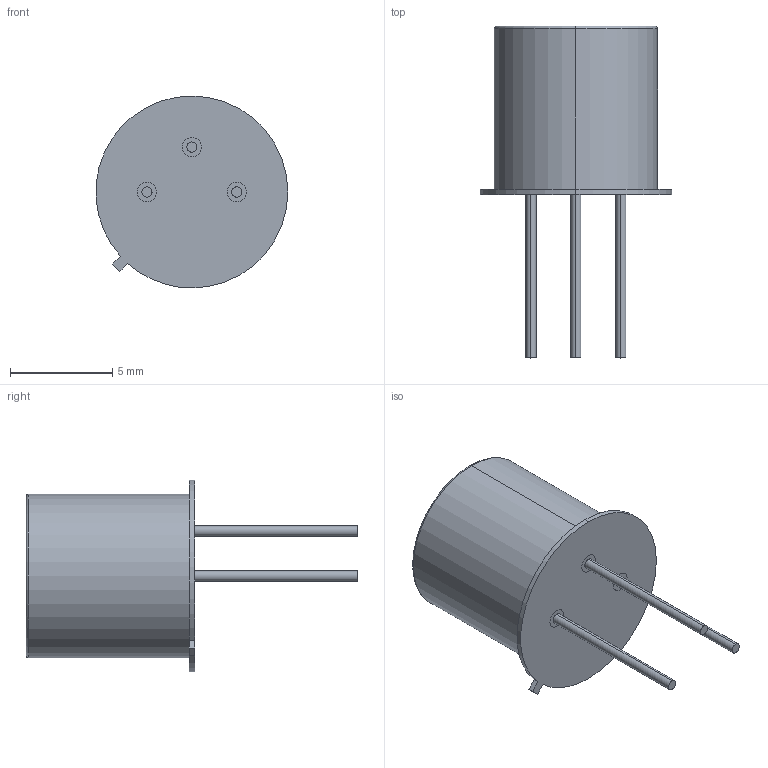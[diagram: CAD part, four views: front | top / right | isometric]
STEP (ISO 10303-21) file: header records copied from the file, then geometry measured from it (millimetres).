
FILE_DESCRIPTION (( 'STEP AP214' ), '1' );
FILE_NAME ('User Library-MQ303A.STEP', '2019-12-25T21:53:25', ( '' ), ( '' ), 'SwSTEP 2.0', 'SolidWorks 2019', '' );
FILE_SCHEMA (( 'AUTOMOTIVE_DESIGN' ));
Length unit declared in the file: millimetre
Products named in the file (1): User Library-MQ303A
Bounding box: 9.39 x 16.25 x 9.4 mm (x, y, z)
Volume: 45.3 mm3; surface area: 664.8 mm2
Topology: 5 solids, 5 shells, 408 faces, 1101 edges, 583 vertices
Faces by surface type: cylinder 389, plane 17, torus 2
Entity records: 17944 total; most frequent: CARTESIAN_POINT 5839, ORIENTED_EDGE 2202, DIRECTION 1255, EDGE_CURVE 1101, VERTEX_POINT 583, AXIS2_PLACEMENT_3D 449, EDGE_LOOP 414, ADVANCED_FACE 408
